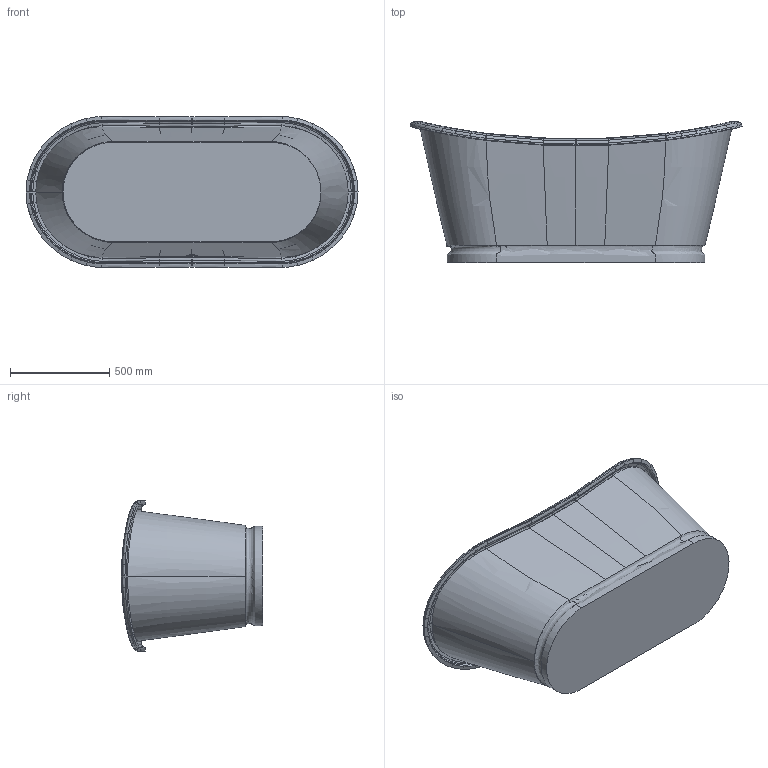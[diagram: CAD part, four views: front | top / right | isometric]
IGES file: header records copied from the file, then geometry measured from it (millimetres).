
Global section: file name: N25CSBAL-1675; native system: AutoCAD 2016 - English; preprocessor: Autodesk Translation Framework DWG producer (atf_dwg_producer); organization: unknown; date: 20170222.160355; units: millimetre
Bounding box: 1673.91 x 711.01 x 761.84 mm (x, y, z)
Volume: 160286775.6 mm3; surface area: 5952464 mm2
Topology: 3 solids, 3 shells, 738 faces, 1554 edges, 820 vertices
Faces by surface type: bspline 738
